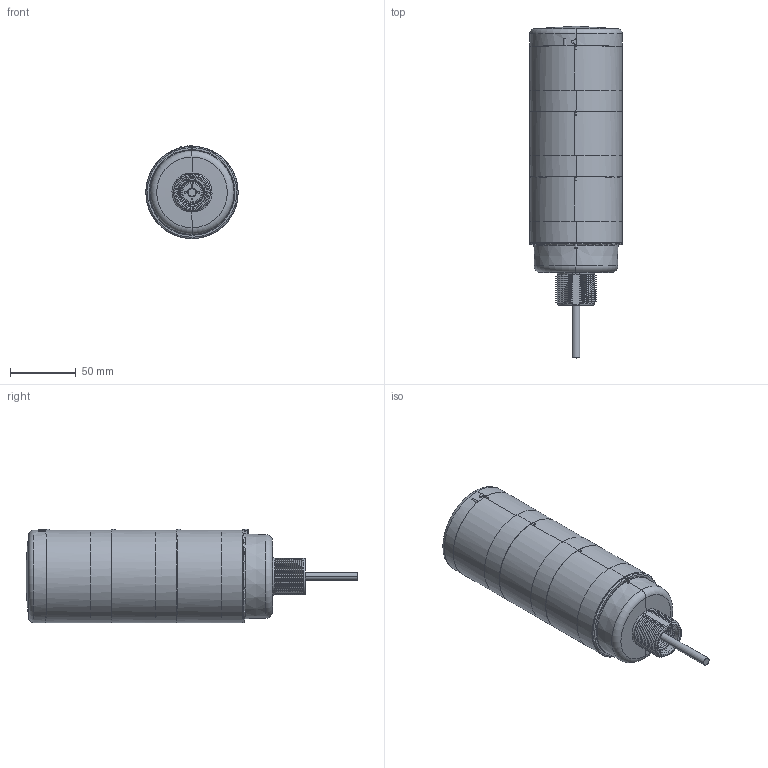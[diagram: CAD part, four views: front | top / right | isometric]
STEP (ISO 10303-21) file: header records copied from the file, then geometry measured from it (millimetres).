
FILE_DESCRIPTION((''),'2;1');
FILE_NAME('240487_SM01_ASM','2024-05-28T15:54:15',('banengservice'),('BANNER ENGINEERING'),'CREO PARAMETRIC BY PTC INC, 2022414','CREO PARAMETRIC BY PTC INC, 2022414','');
FILE_SCHEMA(('CONFIG_CONTROL_DESIGN'));
Length unit declared in the file: millimetre
Products named in the file (2): 240487_EP01; 240487_SM01_ASM
Assembly tree (1 placements, depth 2):
  240487_SM01_ASM
    240487_EP01
Bounding box: 70.19 x 251.95 x 70.84 mm (x, y, z)
Volume: 711695.6 mm3; surface area: 55288.2 mm2
Topology: 1 solids, 1 shells, 254 faces, 645 edges, 407 vertices
Faces by surface type: bspline 94, cylinder 76, plane 41, cone 22, torus 17, sphere 4
Entity records: 19331 total; most frequent: CARTESIAN_POINT 13997, ORIENTED_EDGE 1286, DIRECTION 801, EDGE_CURVE 643, VERTEX_POINT 407, B_SPLINE_CURVE_WITH_KNOTS 331, AXIS2_PLACEMENT_3D 326, EDGE_LOOP 270
